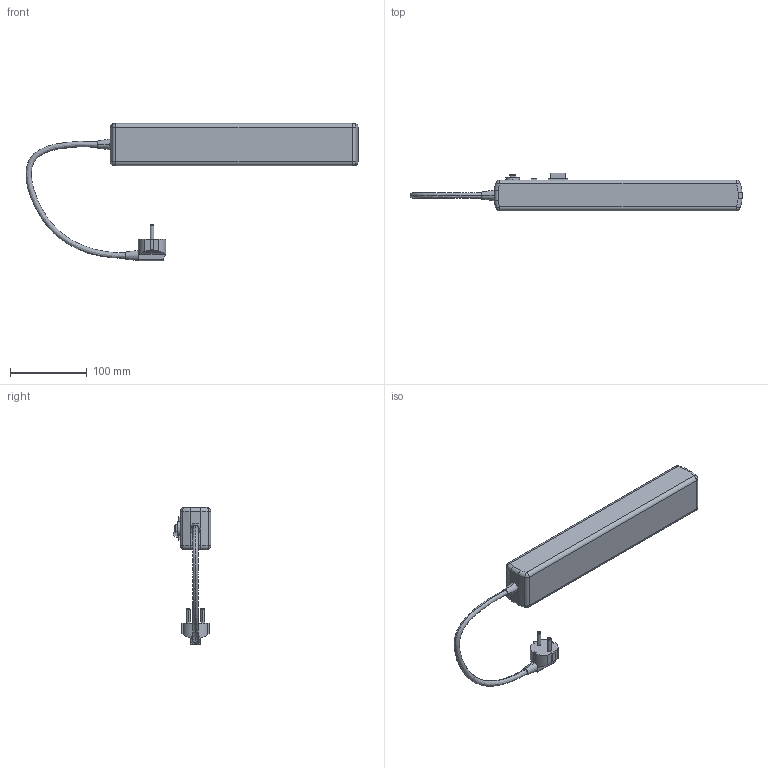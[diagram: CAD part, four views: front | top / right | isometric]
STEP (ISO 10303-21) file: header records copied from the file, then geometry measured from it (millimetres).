
FILE_DESCRIPTION (( 'STEP AP214' ), '1' );
FILE_NAME ('WFP10-16-05-01-N_Ñåòåâîé ôèëüòð ÑÔ-05Ê-âûêë. 5 ìåñò 2Ð+PÅ1,5ìåòðà 3õ1ìì2 ÈÝÊ.STEP', '2019-04-29T08:19:01', ( '' ), ( '' ), 'SwSTEP 2.0', 'SolidWorks 2017', '' );
FILE_SCHEMA (( 'AUTOMOTIVE_DESIGN' ));
Length unit declared in the file: millimetre
Products named in the file (1): WFP10-16-05-01-N_Ñåòåâîé ôèëüòð ÑÔ-05Ê-âûêë. 5 ìåñò 2Ð+PÅ1,5ìåòðà  3õ1ìì2 ÈÝÊ
Bounding box: 432.74 x 49.2 x 178.68 mm (x, y, z)
Volume: 636270.5 mm3; surface area: 89840 mm2
Topology: 1 solids, 1 shells, 320 faces, 823 edges, 522 vertices
Faces by surface type: plane 198, cylinder 73, bspline 24, torus 12, sphere 8, cone 5
Entity records: 10918 total; most frequent: CARTESIAN_POINT 3228, ORIENTED_EDGE 1630, DIRECTION 1538, EDGE_CURVE 815, AXIS2_PLACEMENT_3D 522, VERTEX_POINT 522, LINE 494, VECTOR 494
